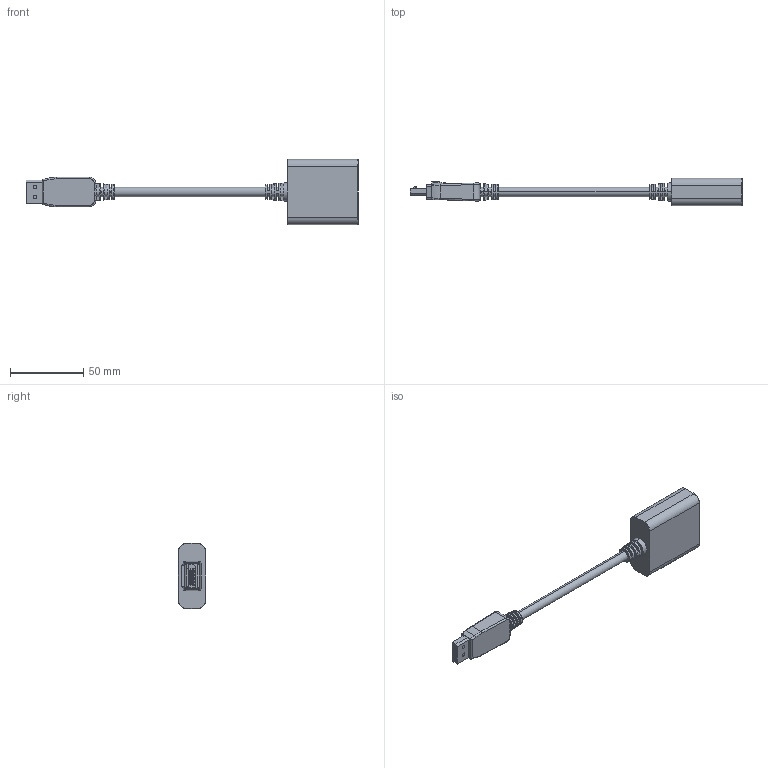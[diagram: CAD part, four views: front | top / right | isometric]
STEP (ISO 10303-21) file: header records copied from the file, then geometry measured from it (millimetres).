
FILE_DESCRIPTION (( 'STEP AP203' ), '1' );
FILE_NAME ('DP-HD-CBL.STEP', '2012-05-17T15:00:51', ( 'x' ), ( 'Microsoft' ), 'SwSTEP 2.0', 'SolidWorks 2010', '' );
FILE_SCHEMA (( 'CONFIG_CONTROL_DESIGN' ));
Length unit declared in the file: inch
Products named in the file (6): 1AA10-051_WITH LOGO; CABLE DPCAMM_5" LONG; DP-HD; DP-HD-CBL-MA1; AHDMIFF-MA9; DP-HD-CBL
Assembly tree (5 placements, depth 3):
  DP-HD-CBL
    1AA10-051_WITH LOGO
    CABLE DPCAMM_5" LONG
    DP-HD
      DP-HD-CBL-MA1
      AHDMIFF-MA9
Bounding box: 226.45 x 18.57 x 44.35 mm (x, y, z)
Volume: 52258.5 mm3; surface area: 16940.5 mm2
Topology: 4 solids, 4 shells, 897 faces, 2443 edges, 1600 vertices
Faces by surface type: plane 747, cylinder 94, bspline 38, torus 14, cone 4
Entity records: 30413 total; most frequent: CARTESIAN_POINT 7121, ORIENTED_EDGE 4886, DIRECTION 4349, EDGE_CURVE 2443, VECTOR 2033, LINE 2033, VERTEX_POINT 1600, AXIS2_PLACEMENT_3D 1158
